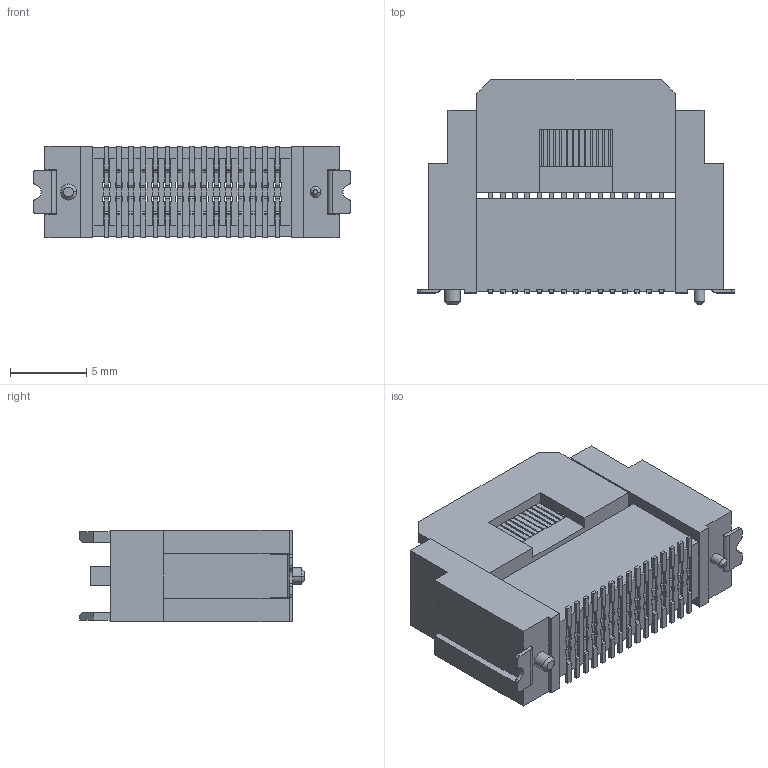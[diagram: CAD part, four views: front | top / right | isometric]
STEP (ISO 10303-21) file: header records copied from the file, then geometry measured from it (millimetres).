
FILE_DESCRIPTION((''),'2;1');
FILE_NAME('ASM0001_ASM','2025-09-26T10:37:22',('gongchengVV'),(''),'CREO PARAMETRIC BY PTC INC, 2020033','CREO PARAMETRIC BY PTC INC, 2020033','');
FILE_SCHEMA(('CONFIG_CONTROL_DESIGN'));
Length unit declared in the file: millimetre
Products named in the file (1): ASM0001_ASM
Bounding box: 20.8 x 14.75 x 6 mm (x, y, z)
Volume: 910.8 mm3; surface area: 2210.8 mm2
Topology: 1 solids, 1 shells, 1247 faces, 3881 edges, 2496 vertices
Faces by surface type: plane 1135, cylinder 108, cone 4
Entity records: 42609 total; most frequent: ORIENTED_EDGE 7762, CARTESIAN_POINT 7624, DIRECTION 6595, EDGE_CURVE 3881, VECTOR 3661, LINE 3661, VERTEX_POINT 2496, AXIS2_PLACEMENT_3D 1467
